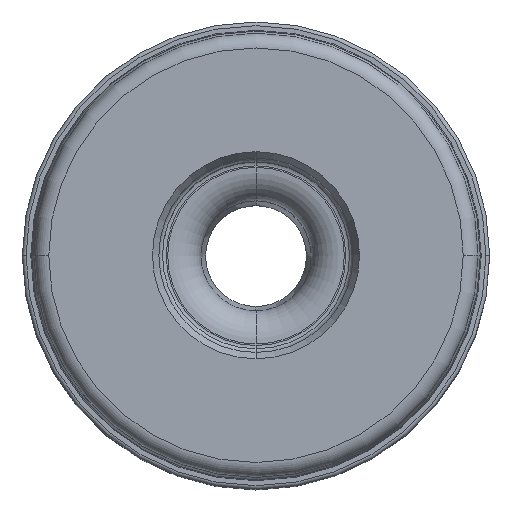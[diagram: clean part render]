
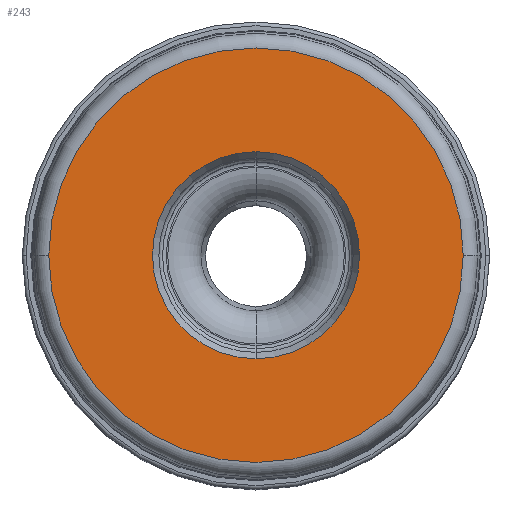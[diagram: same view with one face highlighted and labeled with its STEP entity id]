
A CAD part, top view. The second image highlights one B-rep face of the part: STEP entity #243.
In plain terms, the highlighted planar face has unit normal (0, 0, 1).
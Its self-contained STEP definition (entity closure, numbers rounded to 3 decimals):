
#243=ADVANCED_FACE('',(#294,#295),#283,.F.);
#283=PLANE('',#1534);
#294=FACE_BOUND('',#351,.T.);
#295=FACE_BOUND('',#352,.T.);
#351=EDGE_LOOP('',(#604,#605,#606,#607));
#352=EDGE_LOOP('',(#608,#609));
#604=ORIENTED_EDGE('',*,*,#978,.F.);
#605=ORIENTED_EDGE('',*,*,#976,.F.);
#606=ORIENTED_EDGE('',*,*,#975,.F.);
#607=ORIENTED_EDGE('',*,*,#979,.F.);
#608=ORIENTED_EDGE('',*,*,#980,.F.);
#609=ORIENTED_EDGE('',*,*,#981,.F.);
#824=VERTEX_POINT('',#2529);
#825=VERTEX_POINT('',#2531);
#826=VERTEX_POINT('',#2533);
#827=VERTEX_POINT('',#2537);
#828=VERTEX_POINT('',#2541);
#829=VERTEX_POINT('',#2542);
#975=EDGE_CURVE('',#824,#825,#1148,.T.);
#976=EDGE_CURVE('',#825,#826,#1149,.T.);
#978=EDGE_CURVE('',#826,#827,#1151,.T.);
#979=EDGE_CURVE('',#827,#824,#1152,.T.);
#980=EDGE_CURVE('',#828,#829,#1153,.T.);
#981=EDGE_CURVE('',#829,#828,#1154,.T.);
#1148=CIRCLE('',#1525,28.162);
#1149=CIRCLE('',#1526,28.162);
#1151=CIRCLE('',#1529,28.162);
#1152=CIRCLE('',#1530,28.162);
#1153=CIRCLE('',#1532,14.066);
#1154=CIRCLE('',#1533,14.066);
#1525=AXIS2_PLACEMENT_3D('',#2530,#1930,#1931);
#1526=AXIS2_PLACEMENT_3D('',#2532,#1932,#1933);
#1529=AXIS2_PLACEMENT_3D('',#2536,#1938,#1939);
#1530=AXIS2_PLACEMENT_3D('',#2538,#1940,#1941);
#1532=AXIS2_PLACEMENT_3D('',#2540,#1944,#1945);
#1533=AXIS2_PLACEMENT_3D('',#2543,#1946,#1947);
#1534=AXIS2_PLACEMENT_3D('',#2544,#1948,#1949);
#1930=DIRECTION('',(0.,0.,-1.));
#1931=DIRECTION('',(1.,0.,0.));
#1932=DIRECTION('',(0.,0.,-1.));
#1933=DIRECTION('',(1.,-0.001,0.));
#1938=DIRECTION('',(0.,0.,-1.));
#1939=DIRECTION('',(-1.,0.,0.));
#1940=DIRECTION('',(0.,0.,-1.));
#1941=DIRECTION('',(-1.,0.001,0.));
#1944=DIRECTION('',(0.,0.,1.));
#1945=DIRECTION('',(0.,-1.,0.));
#1946=DIRECTION('',(0.,0.,1.));
#1947=DIRECTION('',(0.,1.,0.));
#1948=DIRECTION('',(0.,0.,-1.));
#1949=DIRECTION('',(1.,0.,0.));
#2529=CARTESIAN_POINT('',(28.162,0.,0.));
#2530=CARTESIAN_POINT('',(0.,0.,0.));
#2531=CARTESIAN_POINT('',(28.162,-0.02,0.));
#2532=CARTESIAN_POINT('',(0.,0.,0.));
#2533=CARTESIAN_POINT('',(-28.162,0.,0.));
#2536=CARTESIAN_POINT('',(0.,0.,0.));
#2537=CARTESIAN_POINT('',(-28.162,0.02,0.));
#2538=CARTESIAN_POINT('',(0.,0.,0.));
#2540=CARTESIAN_POINT('',(0.,0.,0.));
#2541=CARTESIAN_POINT('',(0.,-14.066,0.));
#2542=CARTESIAN_POINT('',(0.,14.066,0.));
#2543=CARTESIAN_POINT('',(0.,0.,0.));
#2544=CARTESIAN_POINT('',(0.,0.,0.));
